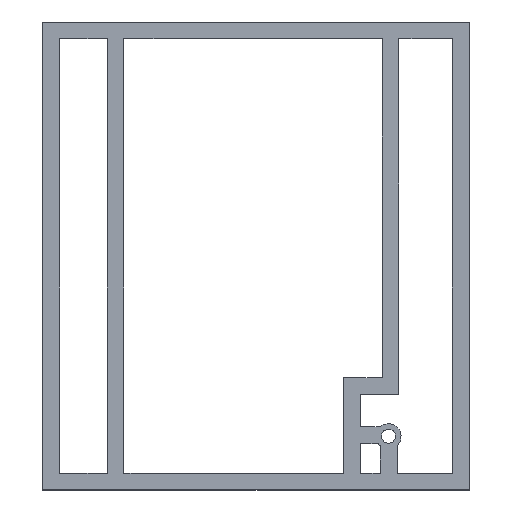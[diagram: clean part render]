
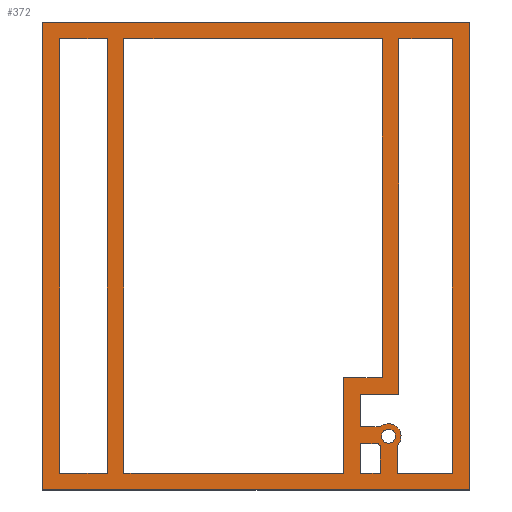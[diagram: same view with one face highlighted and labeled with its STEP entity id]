
A CAD part, top view. The second image highlights one B-rep face of the part: STEP entity #372.
In plain terms, the highlighted planar face has unit normal (0, 0, 1).
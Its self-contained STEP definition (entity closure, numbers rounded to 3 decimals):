
#24 = VERTEX_POINT('',#25);
#25 = CARTESIAN_POINT('',(-25.5,28.,5.));
#31 = EDGE_CURVE('',#24,#32,#34,.T.);
#32 = VERTEX_POINT('',#33);
#33 = CARTESIAN_POINT('',(25.5,28.,5.));
#34 = LINE('',#35,#36);
#35 = CARTESIAN_POINT('',(-25.5,28.,5.));
#36 = VECTOR('',#37,1.);
#37 = DIRECTION('',(1.,0.,0.));
#64 = VERTEX_POINT('',#65);
#65 = CARTESIAN_POINT('',(-25.5,-28.,5.));
#71 = EDGE_CURVE('',#64,#24,#72,.T.);
#72 = LINE('',#73,#74);
#73 = CARTESIAN_POINT('',(-25.5,-28.,5.));
#74 = VECTOR('',#75,1.);
#75 = DIRECTION('',(0.,1.,0.));
#93 = EDGE_CURVE('',#32,#94,#96,.T.);
#94 = VERTEX_POINT('',#95);
#95 = CARTESIAN_POINT('',(25.5,-28.,5.));
#96 = LINE('',#97,#98);
#97 = CARTESIAN_POINT('',(25.5,28.,5.));
#98 = VECTOR('',#99,1.);
#99 = DIRECTION('',(0.,-1.,0.));
#372 = ADVANCED_FACE('',(#373,#384,#427,#438,#472,#522),#597,.T.);
#373 = FACE_BOUND('',#374,.T.);
#374 = EDGE_LOOP('',(#375,#376,#377,#383));
#375 = ORIENTED_EDGE('',*,*,#31,.F.);
#376 = ORIENTED_EDGE('',*,*,#71,.F.);
#377 = ORIENTED_EDGE('',*,*,#378,.F.);
#378 = EDGE_CURVE('',#94,#64,#379,.T.);
#379 = LINE('',#380,#381);
#380 = CARTESIAN_POINT('',(25.5,-28.,5.));
#381 = VECTOR('',#382,1.);
#382 = DIRECTION('',(-1.,0.,0.));
#383 = ORIENTED_EDGE('',*,*,#93,.F.);
#384 = FACE_BOUND('',#385,.T.);
#385 = EDGE_LOOP('',(#386,#396,#404,#413,#421));
#386 = ORIENTED_EDGE('',*,*,#387,.T.);
#387 = EDGE_CURVE('',#388,#390,#392,.T.);
#388 = VERTEX_POINT('',#389);
#389 = CARTESIAN_POINT('',(12.5,-26.,5.));
#390 = VERTEX_POINT('',#391);
#391 = CARTESIAN_POINT('',(12.5,-22.46,5.));
#392 = LINE('',#393,#394);
#393 = CARTESIAN_POINT('',(12.5,-26.,5.));
#394 = VECTOR('',#395,1.);
#395 = DIRECTION('',(0.,1.,0.));
#396 = ORIENTED_EDGE('',*,*,#397,.F.);
#397 = EDGE_CURVE('',#398,#390,#400,.T.);
#398 = VERTEX_POINT('',#399);
#399 = CARTESIAN_POINT('',(14.645,-22.46,5.));
#400 = LINE('',#401,#402);
#401 = CARTESIAN_POINT('',(14.645,-22.46,5.));
#402 = VECTOR('',#403,1.);
#403 = DIRECTION('',(-1.,0.,0.));
#404 = ORIENTED_EDGE('',*,*,#405,.T.);
#405 = EDGE_CURVE('',#398,#406,#408,.T.);
#406 = VERTEX_POINT('',#407);
#407 = CARTESIAN_POINT('',(14.88,-22.716,5.));
#408 = CIRCLE('',#409,1.5);
#409 = AXIS2_PLACEMENT_3D('',#410,#411,#412);
#410 = CARTESIAN_POINT('',(15.86,-21.58,5.));
#411 = DIRECTION('',(0.,0.,1.));
#412 = DIRECTION('',(1.,0.,0.));
#413 = ORIENTED_EDGE('',*,*,#414,.T.);
#414 = EDGE_CURVE('',#406,#415,#417,.T.);
#415 = VERTEX_POINT('',#416);
#416 = CARTESIAN_POINT('',(14.88,-26.,5.));
#417 = LINE('',#418,#419);
#418 = CARTESIAN_POINT('',(14.88,-22.716,5.));
#419 = VECTOR('',#420,1.);
#420 = DIRECTION('',(0.,-1.,0.));
#421 = ORIENTED_EDGE('',*,*,#422,.T.);
#422 = EDGE_CURVE('',#415,#388,#423,.T.);
#423 = LINE('',#424,#425);
#424 = CARTESIAN_POINT('',(14.88,-26.,5.));
#425 = VECTOR('',#426,1.);
#426 = DIRECTION('',(-1.,0.,0.));
#427 = FACE_BOUND('',#428,.T.);
#428 = EDGE_LOOP('',(#429));
#429 = ORIENTED_EDGE('',*,*,#430,.F.);
#430 = EDGE_CURVE('',#431,#431,#433,.T.);
#431 = VERTEX_POINT('',#432);
#432 = CARTESIAN_POINT('',(16.71,-21.58,5.));
#433 = CIRCLE('',#434,0.85);
#434 = AXIS2_PLACEMENT_3D('',#435,#436,#437);
#435 = CARTESIAN_POINT('',(15.86,-21.58,5.));
#436 = DIRECTION('',(0.,0.,1.));
#437 = DIRECTION('',(1.,0.,0.));
#438 = FACE_BOUND('',#439,.T.);
#439 = EDGE_LOOP('',(#440,#450,#458,#466));
#440 = ORIENTED_EDGE('',*,*,#441,.T.);
#441 = EDGE_CURVE('',#442,#444,#446,.T.);
#442 = VERTEX_POINT('',#443);
#443 = CARTESIAN_POINT('',(-23.5,26.,5.));
#444 = VERTEX_POINT('',#445);
#445 = CARTESIAN_POINT('',(-17.8,26.,5.));
#446 = LINE('',#447,#448);
#447 = CARTESIAN_POINT('',(-23.5,26.,5.));
#448 = VECTOR('',#449,1.);
#449 = DIRECTION('',(1.,0.,0.));
#450 = ORIENTED_EDGE('',*,*,#451,.T.);
#451 = EDGE_CURVE('',#444,#452,#454,.T.);
#452 = VERTEX_POINT('',#453);
#453 = CARTESIAN_POINT('',(-17.8,-26.,5.));
#454 = LINE('',#455,#456);
#455 = CARTESIAN_POINT('',(-17.8,26.,5.));
#456 = VECTOR('',#457,1.);
#457 = DIRECTION('',(0.,-1.,0.));
#458 = ORIENTED_EDGE('',*,*,#459,.T.);
#459 = EDGE_CURVE('',#452,#460,#462,.T.);
#460 = VERTEX_POINT('',#461);
#461 = CARTESIAN_POINT('',(-23.5,-26.,5.));
#462 = LINE('',#463,#464);
#463 = CARTESIAN_POINT('',(-17.8,-26.,5.));
#464 = VECTOR('',#465,1.);
#465 = DIRECTION('',(-1.,0.,0.));
#466 = ORIENTED_EDGE('',*,*,#467,.T.);
#467 = EDGE_CURVE('',#460,#442,#468,.T.);
#468 = LINE('',#469,#470);
#469 = CARTESIAN_POINT('',(-23.5,-26.,5.));
#470 = VECTOR('',#471,1.);
#471 = DIRECTION('',(0.,1.,0.));
#472 = FACE_BOUND('',#473,.T.);
#473 = EDGE_LOOP('',(#474,#484,#492,#500,#508,#516));
#474 = ORIENTED_EDGE('',*,*,#475,.T.);
#475 = EDGE_CURVE('',#476,#478,#480,.T.);
#476 = VERTEX_POINT('',#477);
#477 = CARTESIAN_POINT('',(-15.8,26.,5.));
#478 = VERTEX_POINT('',#479);
#479 = CARTESIAN_POINT('',(15.1,26.,5.));
#480 = LINE('',#481,#482);
#481 = CARTESIAN_POINT('',(-15.8,26.,5.));
#482 = VECTOR('',#483,1.);
#483 = DIRECTION('',(1.,0.,0.));
#484 = ORIENTED_EDGE('',*,*,#485,.T.);
#485 = EDGE_CURVE('',#478,#486,#488,.T.);
#486 = VERTEX_POINT('',#487);
#487 = CARTESIAN_POINT('',(15.1,-14.57,5.));
#488 = LINE('',#489,#490);
#489 = CARTESIAN_POINT('',(15.1,26.,5.));
#490 = VECTOR('',#491,1.);
#491 = DIRECTION('',(0.,-1.,0.));
#492 = ORIENTED_EDGE('',*,*,#493,.T.);
#493 = EDGE_CURVE('',#486,#494,#496,.T.);
#494 = VERTEX_POINT('',#495);
#495 = CARTESIAN_POINT('',(10.5,-14.57,5.));
#496 = LINE('',#497,#498);
#497 = CARTESIAN_POINT('',(15.1,-14.57,5.));
#498 = VECTOR('',#499,1.);
#499 = DIRECTION('',(-1.,0.,0.));
#500 = ORIENTED_EDGE('',*,*,#501,.T.);
#501 = EDGE_CURVE('',#494,#502,#504,.T.);
#502 = VERTEX_POINT('',#503);
#503 = CARTESIAN_POINT('',(10.5,-26.,5.));
#504 = LINE('',#505,#506);
#505 = CARTESIAN_POINT('',(10.5,-14.57,5.));
#506 = VECTOR('',#507,1.);
#507 = DIRECTION('',(0.,-1.,0.));
#508 = ORIENTED_EDGE('',*,*,#509,.T.);
#509 = EDGE_CURVE('',#502,#510,#512,.T.);
#510 = VERTEX_POINT('',#511);
#511 = CARTESIAN_POINT('',(-15.8,-26.,5.));
#512 = LINE('',#513,#514);
#513 = CARTESIAN_POINT('',(10.5,-26.,5.));
#514 = VECTOR('',#515,1.);
#515 = DIRECTION('',(-1.,0.,0.));
#516 = ORIENTED_EDGE('',*,*,#517,.F.);
#517 = EDGE_CURVE('',#476,#510,#518,.T.);
#518 = LINE('',#519,#520);
#519 = CARTESIAN_POINT('',(-15.8,26.,5.));
#520 = VECTOR('',#521,1.);
#521 = DIRECTION('',(0.,-1.,0.));
#522 = FACE_BOUND('',#523,.T.);
#523 = EDGE_LOOP('',(#524,#534,#542,#550,#558,#567,#575,#583,#591));
#524 = ORIENTED_EDGE('',*,*,#525,.T.);
#525 = EDGE_CURVE('',#526,#528,#530,.T.);
#526 = VERTEX_POINT('',#527);
#527 = CARTESIAN_POINT('',(17.1,26.,5.));
#528 = VERTEX_POINT('',#529);
#529 = CARTESIAN_POINT('',(23.5,26.,5.));
#530 = LINE('',#531,#532);
#531 = CARTESIAN_POINT('',(17.1,26.,5.));
#532 = VECTOR('',#533,1.);
#533 = DIRECTION('',(1.,0.,0.));
#534 = ORIENTED_EDGE('',*,*,#535,.T.);
#535 = EDGE_CURVE('',#528,#536,#538,.T.);
#536 = VERTEX_POINT('',#537);
#537 = CARTESIAN_POINT('',(23.5,-26.,5.));
#538 = LINE('',#539,#540);
#539 = CARTESIAN_POINT('',(23.5,26.,5.));
#540 = VECTOR('',#541,1.);
#541 = DIRECTION('',(0.,-1.,0.));
#542 = ORIENTED_EDGE('',*,*,#543,.T.);
#543 = EDGE_CURVE('',#536,#544,#546,.T.);
#544 = VERTEX_POINT('',#545);
#545 = CARTESIAN_POINT('',(16.88,-26.,5.));
#546 = LINE('',#547,#548);
#547 = CARTESIAN_POINT('',(23.5,-26.,5.));
#548 = VECTOR('',#549,1.);
#549 = DIRECTION('',(-1.,0.,0.));
#550 = ORIENTED_EDGE('',*,*,#551,.F.);
#551 = EDGE_CURVE('',#552,#544,#554,.T.);
#552 = VERTEX_POINT('',#553);
#553 = CARTESIAN_POINT('',(16.88,-22.68,5.));
#554 = LINE('',#555,#556);
#555 = CARTESIAN_POINT('',(16.88,-22.68,5.));
#556 = VECTOR('',#557,1.);
#557 = DIRECTION('',(0.,-1.,0.));
#558 = ORIENTED_EDGE('',*,*,#559,.T.);
#559 = EDGE_CURVE('',#552,#560,#562,.T.);
#560 = VERTEX_POINT('',#561);
#561 = CARTESIAN_POINT('',(14.862,-20.46,5.));
#562 = CIRCLE('',#563,1.5);
#563 = AXIS2_PLACEMENT_3D('',#564,#565,#566);
#564 = CARTESIAN_POINT('',(15.86,-21.58,5.));
#565 = DIRECTION('',(0.,0.,1.));
#566 = DIRECTION('',(1.,0.,0.));
#567 = ORIENTED_EDGE('',*,*,#568,.T.);
#568 = EDGE_CURVE('',#560,#569,#571,.T.);
#569 = VERTEX_POINT('',#570);
#570 = CARTESIAN_POINT('',(12.5,-20.46,5.));
#571 = LINE('',#572,#573);
#572 = CARTESIAN_POINT('',(14.862,-20.46,5.));
#573 = VECTOR('',#574,1.);
#574 = DIRECTION('',(-1.,0.,0.));
#575 = ORIENTED_EDGE('',*,*,#576,.T.);
#576 = EDGE_CURVE('',#569,#577,#579,.T.);
#577 = VERTEX_POINT('',#578);
#578 = CARTESIAN_POINT('',(12.5,-16.57,5.));
#579 = LINE('',#580,#581);
#580 = CARTESIAN_POINT('',(12.5,-20.46,5.));
#581 = VECTOR('',#582,1.);
#582 = DIRECTION('',(0.,1.,0.));
#583 = ORIENTED_EDGE('',*,*,#584,.T.);
#584 = EDGE_CURVE('',#577,#585,#587,.T.);
#585 = VERTEX_POINT('',#586);
#586 = CARTESIAN_POINT('',(17.1,-16.57,5.));
#587 = LINE('',#588,#589);
#588 = CARTESIAN_POINT('',(12.5,-16.57,5.));
#589 = VECTOR('',#590,1.);
#590 = DIRECTION('',(1.,0.,0.));
#591 = ORIENTED_EDGE('',*,*,#592,.F.);
#592 = EDGE_CURVE('',#526,#585,#593,.T.);
#593 = LINE('',#594,#595);
#594 = CARTESIAN_POINT('',(17.1,26.,5.));
#595 = VECTOR('',#596,1.);
#596 = DIRECTION('',(0.,-1.,0.));
#597 = PLANE('',#598);
#598 = AXIS2_PLACEMENT_3D('',#599,#600,#601);
#599 = CARTESIAN_POINT('',(0.251,-0.644,5.));
#600 = DIRECTION('',(0.,0.,1.));
#601 = DIRECTION('',(1.,0.,0.));
